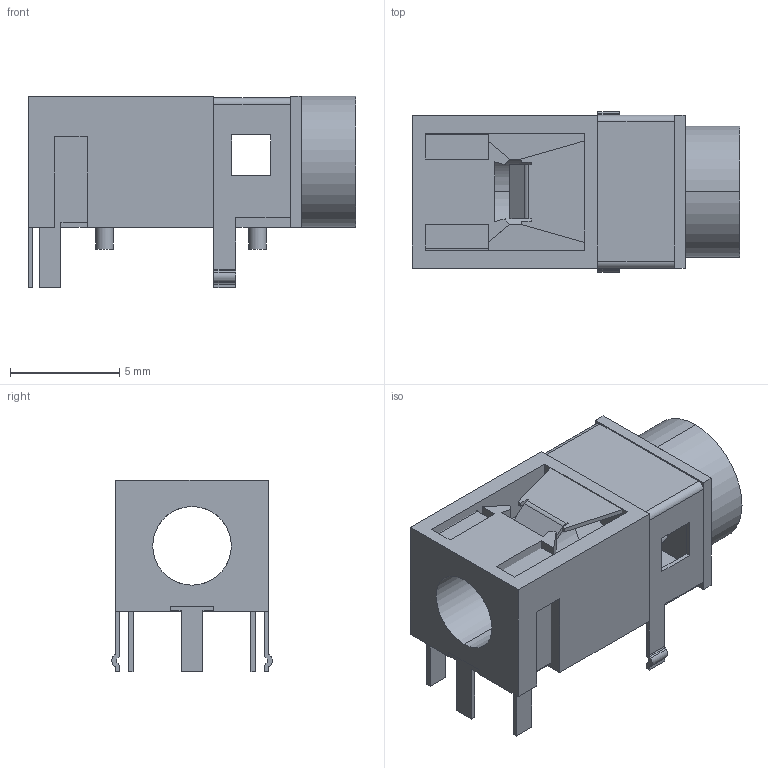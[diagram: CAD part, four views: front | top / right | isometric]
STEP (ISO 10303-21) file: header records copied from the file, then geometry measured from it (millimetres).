
FILE_DESCRIPTION (( 'STEP AP214' ), '1' );
FILE_NAME ('AUDIO-TH_PJ-321B.step', '2022-06-16T10:41:00', ( '' ), ( '' ), 'SwSTEP 2.0', 'SolidWorks 2020', '' );
FILE_SCHEMA (( 'AUTOMOTIVE_DESIGN' ));
Length unit declared in the file: millimetre
Products named in the file (1): AUDIO-TH_PJ-321B
Bounding box: 15 x 7.35 x 8.76 mm (x, y, z)
Volume: 340.9 mm3; surface area: 967.9 mm2
Topology: 4 solids, 4 shells, 448 faces, 1225 edges, 810 vertices
Faces by surface type: plane 304, bspline 112, cylinder 32
Entity records: 20246 total; most frequent: CARTESIAN_POINT 4588, ORIENTED_EDGE 2450, DIRECTION 1743, EDGE_CURVE 1225, VECTOR 925, LINE 925, VERTEX_POINT 810, EDGE_LOOP 485
